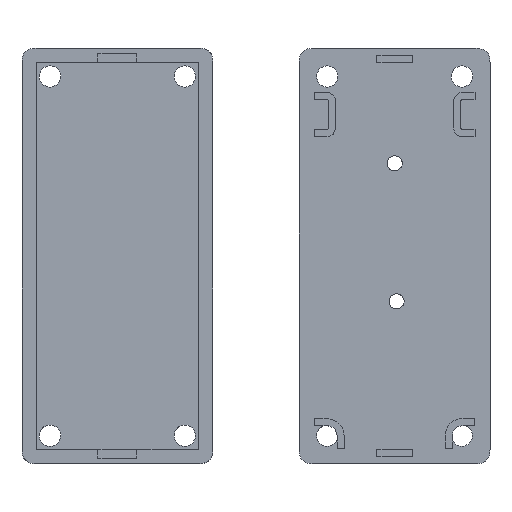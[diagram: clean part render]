
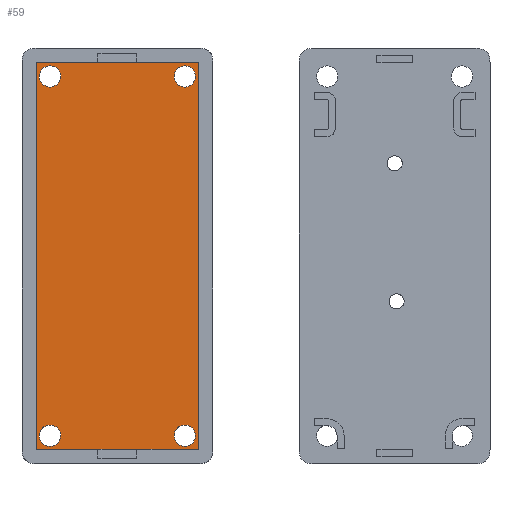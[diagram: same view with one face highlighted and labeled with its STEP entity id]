
A CAD part, top view. The second image highlights one B-rep face of the part: STEP entity #59.
In plain terms, the highlighted planar face has unit normal (0, 0, 1).
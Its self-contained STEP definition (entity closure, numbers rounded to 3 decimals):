
#59=ADVANCED_FACE('',(#230,#166,#167,#168,#169),#2399,.T.);
#166=FACE_BOUND('',#379,.T.);
#167=FACE_BOUND('',#380,.T.);
#168=FACE_BOUND('',#381,.T.);
#169=FACE_BOUND('',#382,.T.);
#230=FACE_OUTER_BOUND('',#378,.T.);
#378=EDGE_LOOP('',(#718,#719,#720,#721));
#379=EDGE_LOOP('',(#722,#723));
#380=EDGE_LOOP('',(#724,#725));
#381=EDGE_LOOP('',(#726,#727));
#382=EDGE_LOOP('',(#728,#729));
#718=ORIENTED_EDGE('',*,*,#1278,.T.);
#719=ORIENTED_EDGE('',*,*,#1274,.F.);
#720=ORIENTED_EDGE('',*,*,#1284,.T.);
#721=ORIENTED_EDGE('',*,*,#1281,.F.);
#722=ORIENTED_EDGE('',*,*,#1436,.F.);
#723=ORIENTED_EDGE('',*,*,#1371,.F.);
#724=ORIENTED_EDGE('',*,*,#1439,.F.);
#725=ORIENTED_EDGE('',*,*,#1374,.F.);
#726=ORIENTED_EDGE('',*,*,#1442,.F.);
#727=ORIENTED_EDGE('',*,*,#1377,.F.);
#728=ORIENTED_EDGE('',*,*,#1445,.F.);
#729=ORIENTED_EDGE('',*,*,#1380,.F.);
#1274=EDGE_CURVE('',#2044,#2045,#1827,.T.);
#1278=EDGE_CURVE('',#2048,#2045,#1831,.T.);
#1281=EDGE_CURVE('',#2048,#2050,#1834,.T.);
#1284=EDGE_CURVE('',#2044,#2050,#1837,.T.);
#1371=EDGE_CURVE('',#2106,#2146,#1659,.T.);
#1374=EDGE_CURVE('',#2108,#2148,#1661,.T.);
#1377=EDGE_CURVE('',#2110,#2150,#1663,.T.);
#1380=EDGE_CURVE('',#2112,#2152,#1665,.T.);
#1436=EDGE_CURVE('',#2146,#2106,#1667,.T.);
#1439=EDGE_CURVE('',#2148,#2108,#1669,.T.);
#1442=EDGE_CURVE('',#2150,#2110,#1671,.T.);
#1445=EDGE_CURVE('',#2152,#2112,#1673,.T.);
#1659=(
BOUNDED_CURVE()
B_SPLINE_CURVE(2,(#3230,#3231,#3232,#3233,#3234),.UNSPECIFIED.,.F.,.F.)
B_SPLINE_CURVE_WITH_KNOTS((3,2,3),(-7.54,-5.655,-3.77),
 .UNSPECIFIED.)
CURVE()
GEOMETRIC_REPRESENTATION_ITEM()
RATIONAL_B_SPLINE_CURVE((1.,0.707,1.,0.707,1.))
REPRESENTATION_ITEM('')
);
#1661=(
BOUNDED_CURVE()
B_SPLINE_CURVE(2,(#3242,#3243,#3244,#3245,#3246),.UNSPECIFIED.,.F.,.F.)
B_SPLINE_CURVE_WITH_KNOTS((3,2,3),(0.,1.885,3.77),
 .UNSPECIFIED.)
CURVE()
GEOMETRIC_REPRESENTATION_ITEM()
RATIONAL_B_SPLINE_CURVE((1.,0.707,1.,0.707,1.))
REPRESENTATION_ITEM('')
);
#1663=(
BOUNDED_CURVE()
B_SPLINE_CURVE(2,(#3254,#3255,#3256,#3257,#3258),.UNSPECIFIED.,.F.,.F.)
B_SPLINE_CURVE_WITH_KNOTS((3,2,3),(-7.54,-5.655,-3.77),
 .UNSPECIFIED.)
CURVE()
GEOMETRIC_REPRESENTATION_ITEM()
RATIONAL_B_SPLINE_CURVE((1.,0.707,1.,0.707,1.))
REPRESENTATION_ITEM('')
);
#1665=(
BOUNDED_CURVE()
B_SPLINE_CURVE(2,(#3266,#3267,#3268,#3269,#3270),.UNSPECIFIED.,.F.,.F.)
B_SPLINE_CURVE_WITH_KNOTS((3,2,3),(0.,1.885,3.77),
 .UNSPECIFIED.)
CURVE()
GEOMETRIC_REPRESENTATION_ITEM()
RATIONAL_B_SPLINE_CURVE((1.,0.707,1.,0.707,1.))
REPRESENTATION_ITEM('')
);
#1667=(
BOUNDED_CURVE()
B_SPLINE_CURVE(2,(#3400,#3401,#3402,#3403,#3404),.UNSPECIFIED.,.F.,.F.)
B_SPLINE_CURVE_WITH_KNOTS((3,2,3),(-3.77,-1.885,
0.),.UNSPECIFIED.)
CURVE()
GEOMETRIC_REPRESENTATION_ITEM()
RATIONAL_B_SPLINE_CURVE((1.,0.707,1.,0.707,1.))
REPRESENTATION_ITEM('')
);
#1669=(
BOUNDED_CURVE()
B_SPLINE_CURVE(2,(#3412,#3413,#3414,#3415,#3416),.UNSPECIFIED.,.F.,.F.)
B_SPLINE_CURVE_WITH_KNOTS((3,2,3),(3.77,5.655,7.54),
 .UNSPECIFIED.)
CURVE()
GEOMETRIC_REPRESENTATION_ITEM()
RATIONAL_B_SPLINE_CURVE((1.,0.707,1.,0.707,1.))
REPRESENTATION_ITEM('')
);
#1671=(
BOUNDED_CURVE()
B_SPLINE_CURVE(2,(#3424,#3425,#3426,#3427,#3428),.UNSPECIFIED.,.F.,.F.)
B_SPLINE_CURVE_WITH_KNOTS((3,2,3),(-3.77,-1.885,
0.),.UNSPECIFIED.)
CURVE()
GEOMETRIC_REPRESENTATION_ITEM()
RATIONAL_B_SPLINE_CURVE((1.,0.707,1.,0.707,1.))
REPRESENTATION_ITEM('')
);
#1673=(
BOUNDED_CURVE()
B_SPLINE_CURVE(2,(#3436,#3437,#3438,#3439,#3440),.UNSPECIFIED.,.F.,.F.)
B_SPLINE_CURVE_WITH_KNOTS((3,2,3),(3.77,5.655,7.54),
 .UNSPECIFIED.)
CURVE()
GEOMETRIC_REPRESENTATION_ITEM()
RATIONAL_B_SPLINE_CURVE((1.,0.707,1.,0.707,1.))
REPRESENTATION_ITEM('')
);
#1827=B_SPLINE_CURVE_WITH_KNOTS('',1,(#2972,#2973),.UNSPECIFIED.,.F.,.F.,
(2,2),(0.,17.78),.UNSPECIFIED.);
#1831=B_SPLINE_CURVE_WITH_KNOTS('',1,(#2980,#2981),.UNSPECIFIED.,.F.,.F.,
(2,2),(-18.08,-17.78),.UNSPECIFIED.);
#1834=B_SPLINE_CURVE_WITH_KNOTS('',1,(#2986,#2987),.UNSPECIFIED.,.F.,.F.,
(2,2),(18.08,18.38),.UNSPECIFIED.);
#1837=B_SPLINE_CURVE_WITH_KNOTS('',1,(#2992,#2993),.UNSPECIFIED.,.F.,.F.,
(2,2),(-18.68,-18.38),.UNSPECIFIED.);
#2044=VERTEX_POINT('',#2862);
#2045=VERTEX_POINT('',#2863);
#2048=VERTEX_POINT('',#2866);
#2050=VERTEX_POINT('',#2868);
#2106=VERTEX_POINT('',#2924);
#2108=VERTEX_POINT('',#2926);
#2110=VERTEX_POINT('',#2928);
#2112=VERTEX_POINT('',#2930);
#2146=VERTEX_POINT('',#2964);
#2148=VERTEX_POINT('',#2966);
#2150=VERTEX_POINT('',#2968);
#2152=VERTEX_POINT('',#2970);
#2399=PLANE('',#2483);
#2483=AXIS2_PLACEMENT_3D('',#2801,#2550,$);
#2550=DIRECTION('',(0.,0.,1.));
#2801=CARTESIAN_POINT('',(-68.441,125.06,-1.706));
#2862=CARTESIAN_POINT('',(-91.118,176.313,-1.706));
#2863=CARTESIAN_POINT('',(-72.738,176.313,-1.706));
#2866=CARTESIAN_POINT('',(-72.738,132.533,-1.706));
#2868=CARTESIAN_POINT('',(-91.118,132.533,-1.706));
#2924=CARTESIAN_POINT('',(-73.108,134.103,-1.706));
#2926=CARTESIAN_POINT('',(-90.748,134.103,-1.706));
#2928=CARTESIAN_POINT('',(-90.748,174.743,-1.706));
#2930=CARTESIAN_POINT('',(-73.108,174.743,-1.706));
#2964=CARTESIAN_POINT('',(-75.508,134.103,-1.706));
#2966=CARTESIAN_POINT('',(-88.348,134.103,-1.706));
#2968=CARTESIAN_POINT('',(-88.348,174.743,-1.706));
#2970=CARTESIAN_POINT('',(-75.508,174.743,-1.706));
#2972=CARTESIAN_POINT('',(-91.118,176.313,-1.706));
#2973=CARTESIAN_POINT('',(-72.738,176.313,-1.706));
#2980=CARTESIAN_POINT('',(-72.738,132.533,-1.706));
#2981=CARTESIAN_POINT('',(-72.738,176.313,-1.706));
#2986=CARTESIAN_POINT('',(-72.738,132.533,-1.706));
#2987=CARTESIAN_POINT('',(-91.118,132.533,-1.706));
#2992=CARTESIAN_POINT('',(-91.118,176.313,-1.706));
#2993=CARTESIAN_POINT('',(-91.118,132.533,-1.706));
#3230=CARTESIAN_POINT('',(-73.108,134.103,-1.706));
#3231=CARTESIAN_POINT('',(-73.108,135.303,-1.706));
#3232=CARTESIAN_POINT('',(-74.308,135.303,-1.706));
#3233=CARTESIAN_POINT('',(-75.508,135.303,-1.706));
#3234=CARTESIAN_POINT('',(-75.508,134.103,-1.706));
#3242=CARTESIAN_POINT('',(-90.748,134.103,-1.706));
#3243=CARTESIAN_POINT('',(-90.748,132.903,-1.706));
#3244=CARTESIAN_POINT('',(-89.548,132.903,-1.706));
#3245=CARTESIAN_POINT('',(-88.348,132.903,-1.706));
#3246=CARTESIAN_POINT('',(-88.348,134.103,-1.706));
#3254=CARTESIAN_POINT('',(-90.748,174.743,-1.706));
#3255=CARTESIAN_POINT('',(-90.748,173.543,-1.706));
#3256=CARTESIAN_POINT('',(-89.548,173.543,-1.706));
#3257=CARTESIAN_POINT('',(-88.348,173.543,-1.706));
#3258=CARTESIAN_POINT('',(-88.348,174.743,-1.706));
#3266=CARTESIAN_POINT('',(-73.108,174.743,-1.706));
#3267=CARTESIAN_POINT('',(-73.108,175.943,-1.706));
#3268=CARTESIAN_POINT('',(-74.308,175.943,-1.706));
#3269=CARTESIAN_POINT('',(-75.508,175.943,-1.706));
#3270=CARTESIAN_POINT('',(-75.508,174.743,-1.706));
#3400=CARTESIAN_POINT('',(-75.508,134.103,-1.706));
#3401=CARTESIAN_POINT('',(-75.508,132.903,-1.706));
#3402=CARTESIAN_POINT('',(-74.308,132.903,-1.706));
#3403=CARTESIAN_POINT('',(-73.108,132.903,-1.706));
#3404=CARTESIAN_POINT('',(-73.108,134.103,-1.706));
#3412=CARTESIAN_POINT('',(-88.348,134.103,-1.706));
#3413=CARTESIAN_POINT('',(-88.348,135.303,-1.706));
#3414=CARTESIAN_POINT('',(-89.548,135.303,-1.706));
#3415=CARTESIAN_POINT('',(-90.748,135.303,-1.706));
#3416=CARTESIAN_POINT('',(-90.748,134.103,-1.706));
#3424=CARTESIAN_POINT('',(-88.348,174.743,-1.706));
#3425=CARTESIAN_POINT('',(-88.348,175.943,-1.706));
#3426=CARTESIAN_POINT('',(-89.548,175.943,-1.706));
#3427=CARTESIAN_POINT('',(-90.748,175.943,-1.706));
#3428=CARTESIAN_POINT('',(-90.748,174.743,-1.706));
#3436=CARTESIAN_POINT('',(-75.508,174.743,-1.706));
#3437=CARTESIAN_POINT('',(-75.508,173.543,-1.706));
#3438=CARTESIAN_POINT('',(-74.308,173.543,-1.706));
#3439=CARTESIAN_POINT('',(-73.108,173.543,-1.706));
#3440=CARTESIAN_POINT('',(-73.108,174.743,-1.706));
